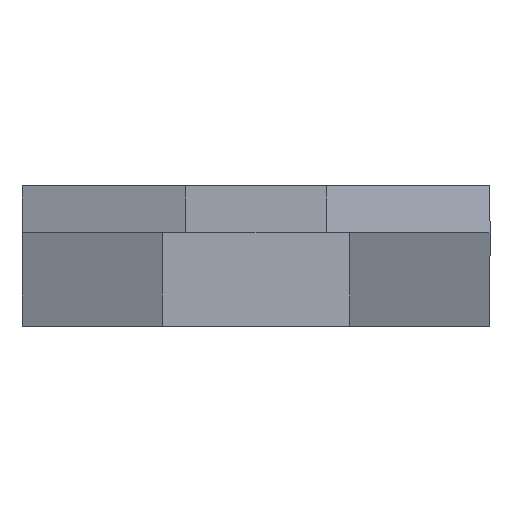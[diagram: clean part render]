
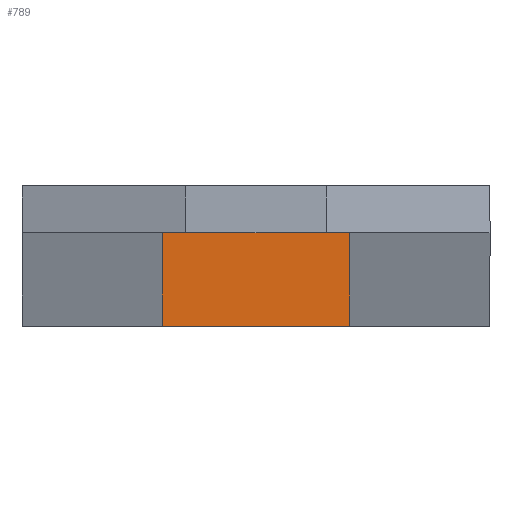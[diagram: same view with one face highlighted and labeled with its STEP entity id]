
A CAD part, left-side view. The second image highlights one B-rep face of the part: STEP entity #789.
In plain terms, the highlighted planar face has unit normal (-1, 0, 0).
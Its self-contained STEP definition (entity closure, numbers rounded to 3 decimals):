
#43 = LINE ( 'NONE', #619, #765 ) ;
#88 = VERTEX_POINT ( 'NONE', #299 ) ;
#131 = VERTEX_POINT ( 'NONE', #602 ) ;
#145 = FACE_OUTER_BOUND ( 'NONE', #519, .T. ) ;
#199 = LINE ( 'NONE', #770, #1241 ) ;
#253 = EDGE_CURVE ( 'NONE', #475, #131, #465, .T. ) ;
#289 = ORIENTED_EDGE ( 'NONE', *, *, #1171, .F. ) ;
#299 = CARTESIAN_POINT ( 'NONE',  ( -56.5, 1., -4. ) ) ;
#338 = VECTOR ( 'NONE', #650, 1000. ) ;
#433 = CARTESIAN_POINT ( 'NONE',  ( -56.5, 1., 0. ) ) ;
#465 = LINE ( 'NONE', #1137, #338 ) ;
#475 = VERTEX_POINT ( 'NONE', #433 ) ;
#519 = EDGE_LOOP ( 'NONE', ( #618, #1013, #1242, #289 ) ) ;
#551 = AXIS2_PLACEMENT_3D ( 'NONE', #740, #902, #1199 ) ;
#602 = CARTESIAN_POINT ( 'NONE',  ( -56.5, -7., 0. ) ) ;
#618 = ORIENTED_EDGE ( 'NONE', *, *, #668, .T. ) ;
#619 = CARTESIAN_POINT ( 'NONE',  ( -56.5, 1., -66. ) ) ;
#627 = PLANE ( 'NONE',  #551 ) ;
#641 = VECTOR ( 'NONE', #843, 1000. ) ;
#650 = DIRECTION ( 'NONE',  ( 0., -1., 0. ) ) ;
#668 = EDGE_CURVE ( 'NONE', #88, #1203, #199, .T. ) ;
#740 = CARTESIAN_POINT ( 'NONE',  ( -56.5, 0., -66. ) ) ;
#752 = LINE ( 'NONE', #1244, #641 ) ;
#765 = VECTOR ( 'NONE', #812, 1000. ) ;
#770 = CARTESIAN_POINT ( 'NONE',  ( -56.5, 10.315, -4. ) ) ;
#789 = ADVANCED_FACE ( 'NONE', ( #145 ), #627, .T. ) ;
#812 = DIRECTION ( 'NONE',  ( 0., 0., 1. ) ) ;
#843 = DIRECTION ( 'NONE',  ( 0., 0., 1. ) ) ;
#885 = EDGE_CURVE ( 'NONE', #1203, #131, #752, .T. ) ;
#902 = DIRECTION ( 'NONE',  ( -1., 0., 0. ) ) ;
#1013 = ORIENTED_EDGE ( 'NONE', *, *, #885, .T. ) ;
#1137 = CARTESIAN_POINT ( 'NONE',  ( -56.5, 0., 0. ) ) ;
#1161 = DIRECTION ( 'NONE',  ( 0., -1., 0. ) ) ;
#1163 = CARTESIAN_POINT ( 'NONE',  ( -56.5, -7., -4. ) ) ;
#1171 = EDGE_CURVE ( 'NONE', #88, #475, #43, .T. ) ;
#1199 = DIRECTION ( 'NONE',  ( 0., 0., 1. ) ) ;
#1203 = VERTEX_POINT ( 'NONE', #1163 ) ;
#1241 = VECTOR ( 'NONE', #1161, 1000. ) ;
#1242 = ORIENTED_EDGE ( 'NONE', *, *, #253, .F. ) ;
#1244 = CARTESIAN_POINT ( 'NONE',  ( -56.5, -7., -66. ) ) ;
